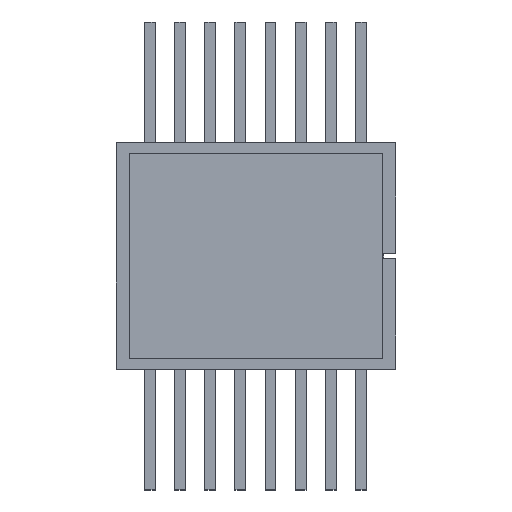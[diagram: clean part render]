
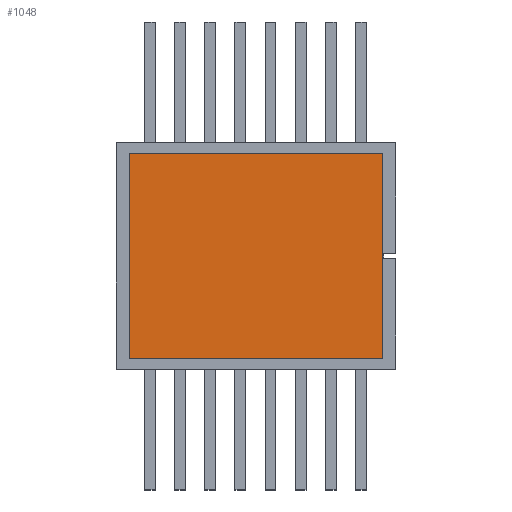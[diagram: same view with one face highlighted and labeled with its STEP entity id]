
A CAD part, top view. The second image highlights one B-rep face of the part: STEP entity #1048.
In plain terms, the highlighted planar face has unit normal (0, 0, 1).
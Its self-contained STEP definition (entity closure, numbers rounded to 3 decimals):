
#1048=ADVANCED_FACE('',(#1829),#1831,.T.);
#1829=FACE_BOUND('',#1830,.T.);
#1830=EDGE_LOOP('',(#2416,#2417,#2418,#2419));
#1831=PLANE('',#1832);
#1832=AXIS2_PLACEMENT_3D('',#1833,#1834,#1835);
#1833=CARTESIAN_POINT('',(0.,0.,3.03));
#1834=DIRECTION('',(0.,0.,1.));
#1835=DIRECTION('',(1.,0.,0.));
#2416=ORIENTED_EDGE('',*,*,#2705,.T.);
#2417=ORIENTED_EDGE('',*,*,#2711,.T.);
#2418=ORIENTED_EDGE('',*,*,#2709,.T.);
#2419=ORIENTED_EDGE('',*,*,#2707,.T.);
#2705=EDGE_CURVE('',#3178,#3176,#3179,.T.);
#2707=EDGE_CURVE('',#3181,#3178,#3182,.T.);
#2709=EDGE_CURVE('',#3184,#3181,#3185,.T.);
#2711=EDGE_CURVE('',#3176,#3184,#3187,.T.);
#3176=VERTEX_POINT('',#4220);
#3178=VERTEX_POINT('',#4224);
#3179=LINE('',#4225,#4226);
#3181=VERTEX_POINT('',#4231);
#3182=LINE('',#4232,#4233);
#3184=VERTEX_POINT('',#4238);
#3185=LINE('',#4239,#4240);
#3187=LINE('',#4245,#4246);
#4220=CARTESIAN_POINT('',(5.25,4.25,3.03));
#4224=CARTESIAN_POINT('',(5.25,-4.25,3.03));
#4225=CARTESIAN_POINT('',(5.25,-4.25,3.03));
#4226=VECTOR('',#4227,1.);
#4227=DIRECTION('',(0.,1.,0.));
#4231=CARTESIAN_POINT('',(-5.25,-4.25,3.03));
#4232=CARTESIAN_POINT('',(-5.25,-4.25,3.03));
#4233=VECTOR('',#4234,1.);
#4234=DIRECTION('',(1.,0.,0.));
#4238=CARTESIAN_POINT('',(-5.25,4.25,3.03));
#4239=CARTESIAN_POINT('',(-5.25,4.25,3.03));
#4240=VECTOR('',#4241,1.);
#4241=DIRECTION('',(0.,-1.,0.));
#4245=CARTESIAN_POINT('',(5.25,4.25,3.03));
#4246=VECTOR('',#4247,1.);
#4247=DIRECTION('',(-1.,0.,0.));
